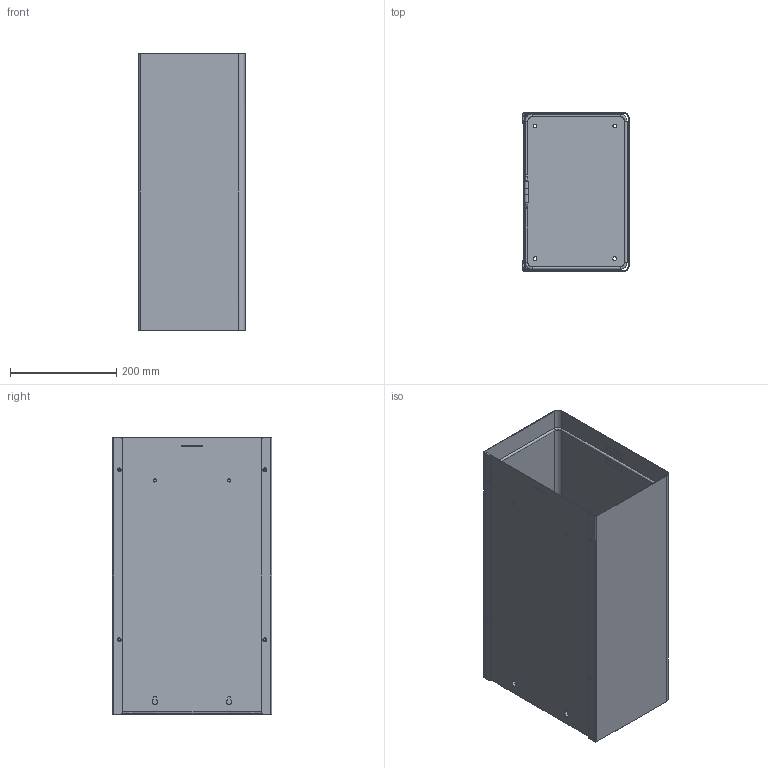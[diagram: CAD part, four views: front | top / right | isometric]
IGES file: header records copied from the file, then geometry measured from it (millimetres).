
Global section: file name: 200_L; native system: Autodesk Inventor 2022; preprocessor: unknown; author: R. Madlener; date: 20230227.135410; units: millimetre
Bounding box: 200 x 300 x 520 mm (x, y, z)
Volume: 928233 mm3; surface area: 1205844.3 mm2
Topology: 3 solids, 3 shells, 193 faces, 550 edges, 359 vertices
Faces by surface type: bspline 193
